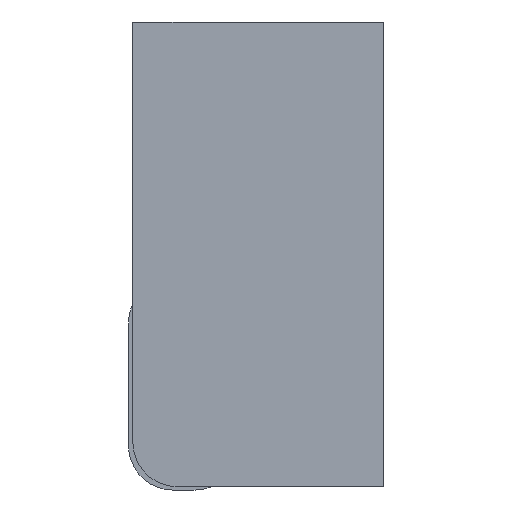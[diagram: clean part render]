
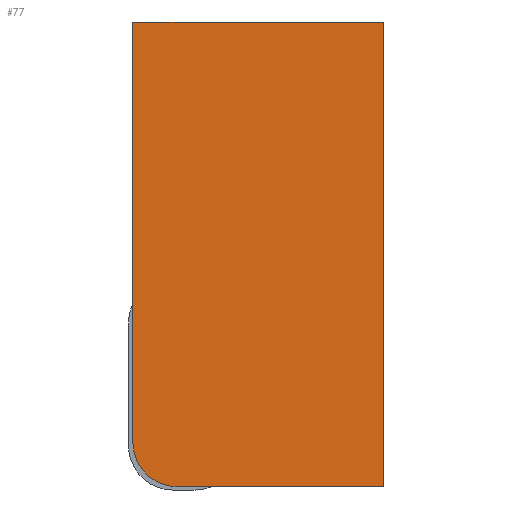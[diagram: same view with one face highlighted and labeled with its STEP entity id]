
A CAD part, front view. The second image highlights one B-rep face of the part: STEP entity #77.
In plain terms, the highlighted planar face has unit normal (0, -1, 0).
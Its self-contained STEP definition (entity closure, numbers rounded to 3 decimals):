
#62=CIRCLE('',#496,4.);
#77=ADVANCED_FACE('',(#117),#96,.F.);
#96=PLANE('',#497);
#117=FACE_OUTER_BOUND('',#140,.T.);
#140=EDGE_LOOP('',(#209,#210,#211,#212,#213));
#209=ORIENTED_EDGE('',*,*,#337,.T.);
#210=ORIENTED_EDGE('',*,*,#338,.T.);
#211=ORIENTED_EDGE('',*,*,#327,.F.);
#212=ORIENTED_EDGE('',*,*,#339,.T.);
#213=ORIENTED_EDGE('',*,*,#336,.T.);
#281=VERTEX_POINT('',#689);
#282=VERTEX_POINT('',#690);
#287=VERTEX_POINT('',#702);
#290=VERTEX_POINT('',#707);
#291=VERTEX_POINT('',#711);
#327=EDGE_CURVE('',#281,#282,#376,.T.);
#336=EDGE_CURVE('',#287,#290,#385,.T.);
#337=EDGE_CURVE('',#290,#291,#386,.T.);
#338=EDGE_CURVE('',#291,#282,#62,.T.);
#339=EDGE_CURVE('',#281,#287,#387,.T.);
#376=LINE('',#688,#421);
#385=LINE('',#708,#430);
#386=LINE('',#710,#431);
#387=LINE('',#713,#432);
#421=VECTOR('',#571,1.);
#430=VECTOR('',#582,1.);
#431=VECTOR('',#585,1.);
#432=VECTOR('',#588,1.);
#496=AXIS2_PLACEMENT_3D('',#712,#586,#587);
#497=AXIS2_PLACEMENT_3D('',#714,#589,#590);
#571=DIRECTION('',(-1.,0.,0.));
#582=DIRECTION('',(-1.,0.,0.));
#585=DIRECTION('',(0.,0.,-1.));
#586=DIRECTION('',(0.,-1.,0.));
#587=DIRECTION('',(0.,0.,1.));
#588=DIRECTION('',(0.,0.,1.));
#589=DIRECTION('',(0.,1.,0.));
#590=DIRECTION('',(0.,0.,-1.));
#688=CARTESIAN_POINT('',(0.,0.,-41.9));
#689=CARTESIAN_POINT('',(0.,0.,-41.9));
#690=CARTESIAN_POINT('',(-18.6,0.,-41.9));
#702=CARTESIAN_POINT('',(0.,0.,0.));
#707=CARTESIAN_POINT('',(-22.6,0.,0.));
#708=CARTESIAN_POINT('',(0.,0.,0.));
#710=CARTESIAN_POINT('',(-22.6,0.,0.));
#711=CARTESIAN_POINT('',(-22.6,0.,-37.9));
#712=CARTESIAN_POINT('',(-18.6,0.,-37.9));
#713=CARTESIAN_POINT('',(0.,0.,0.));
#714=CARTESIAN_POINT('',(0.,0.,0.));
